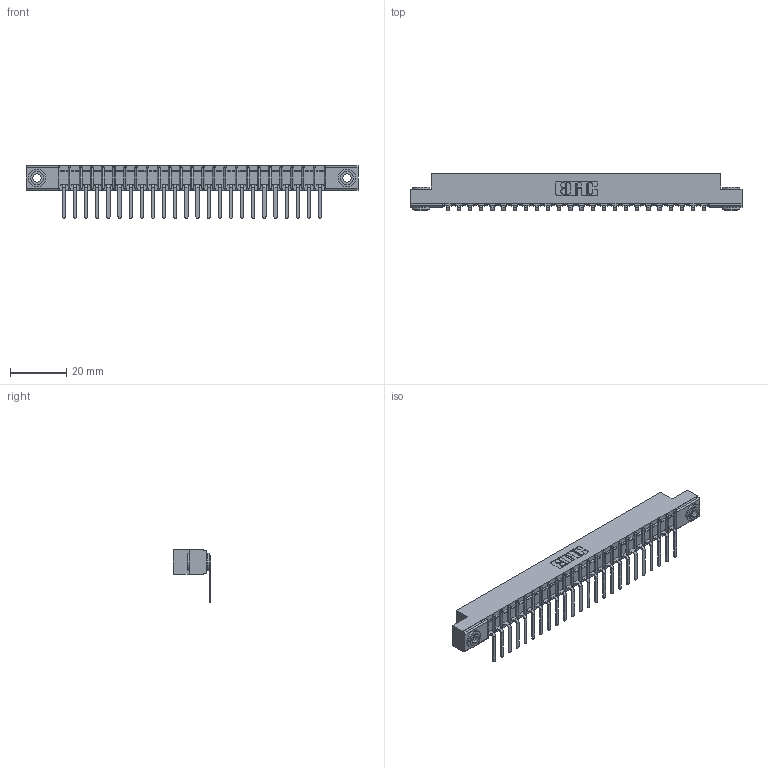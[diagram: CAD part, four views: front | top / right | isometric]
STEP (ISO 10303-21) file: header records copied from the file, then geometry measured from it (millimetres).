
FILE_DESCRIPTION (( 'STEP AP203' ), '1' );
FILE_NAME ('307-024-557-103.STEP', '2019-09-05T01:15:08', ( '' ), ( '' ), 'SwSTEP 2.0', 'SolidWorks 2016', '' );
FILE_SCHEMA (( 'CONFIG_CONTROL_DESIGN' ));
Length unit declared in the file: inch
Products named in the file (4): 307-024-557-103; 307 Part_.156 Dia Mounting Holes; 307-290-002_557; 345-250-002_345-250-002-102
Assembly tree (27 placements, depth 2):
  307-024-557-103
    307 Part_.156 Dia Mounting Holes
    307-290-002_557  x24
    345-250-002_345-250-002-102  x2
Bounding box: 118.11 x 13.36 x 18.67 mm (x, y, z)
Volume: 7864.5 mm3; surface area: 15055.1 mm2
Topology: 27 solids, 27 shells, 2067 faces, 6291 edges, 4122 vertices
Faces by surface type: plane 1222, cylinder 787, sphere 50, cone 8
Entity records: 24713 total; most frequent: CARTESIAN_POINT 4145, ORIENTED_EDGE 4126, DIRECTION 4051, EDGE_CURVE 2063, VECTOR 1563, LINE 1563, VERTEX_POINT 1338, AXIS2_PLACEMENT_3D 1244
